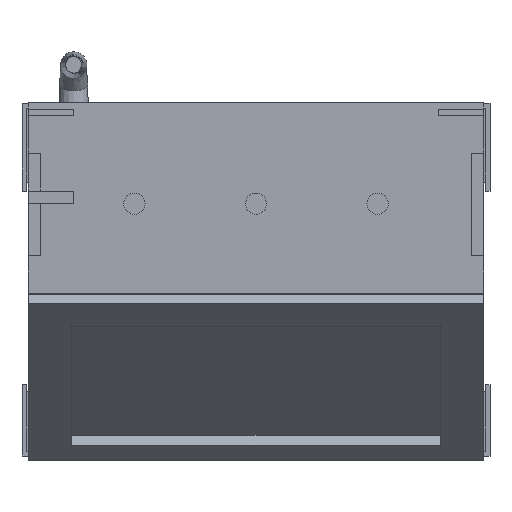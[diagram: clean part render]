
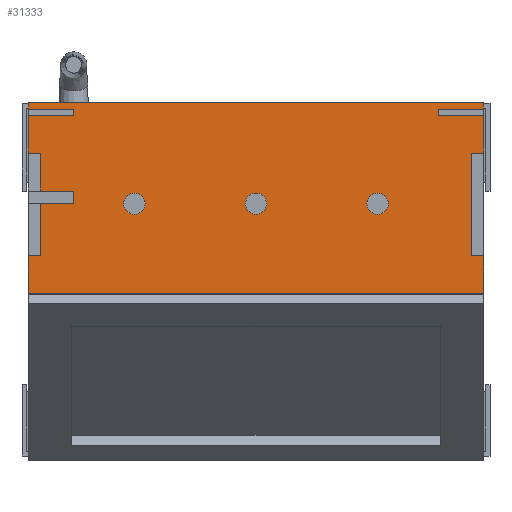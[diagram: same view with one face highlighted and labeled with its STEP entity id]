
A CAD part, top view. The second image highlights one B-rep face of the part: STEP entity #31333.
In plain terms, the highlighted planar face has unit normal (0, 0, 1).
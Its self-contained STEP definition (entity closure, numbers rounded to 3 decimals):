
#1363=FACE_BOUND('',#4982,.T.);
#1364=FACE_BOUND('',#4983,.T.);
#1365=FACE_BOUND('',#4984,.T.);
#2044=PLANE('',#33414);
#3387=FACE_OUTER_BOUND('',#4981,.T.);
#4981=EDGE_LOOP('',(#25457,#25458,#25459,#25460,#25461,#25462,#25463,#25464,
#25465,#25466,#25467,#25468,#25469,#25470,#25471,#25472,#25473,#25474,#25475,
#25476,#25477,#25478,#25479,#25480));
#4982=EDGE_LOOP('',(#25481));
#4983=EDGE_LOOP('',(#25482));
#4984=EDGE_LOOP('',(#25483));
#7418=LINE('',#48624,#10941);
#7422=LINE('',#48633,#10945);
#7426=LINE('',#48642,#10949);
#7429=LINE('',#48646,#10952);
#7430=LINE('',#48649,#10953);
#7434=LINE('',#48657,#10957);
#7436=LINE('',#48661,#10959);
#7441=LINE('',#48670,#10964);
#7444=LINE('',#48676,#10967);
#7460=LINE('',#48713,#10983);
#7461=LINE('',#48717,#10984);
#7464=LINE('',#48722,#10987);
#7466=LINE('',#48726,#10989);
#7468=LINE('',#48730,#10991);
#7470=LINE('',#48734,#10993);
#7472=LINE('',#48737,#10995);
#7473=LINE('',#48741,#10996);
#7476=LINE('',#48746,#10999);
#7478=LINE('',#48751,#11001);
#7482=LINE('',#48757,#11005);
#7483=LINE('',#48760,#11006);
#7485=LINE('',#48763,#11008);
#7486=LINE('',#48765,#11009);
#7487=LINE('',#48767,#11010);
#10941=VECTOR('',#38460,10.);
#10945=VECTOR('',#38466,10.);
#10949=VECTOR('',#38472,10.);
#10952=VECTOR('',#38477,10.);
#10953=VECTOR('',#38480,10.);
#10957=VECTOR('',#38486,10.);
#10959=VECTOR('',#38490,10.);
#10964=VECTOR('',#38497,10.);
#10967=VECTOR('',#38502,10.);
#10983=VECTOR('',#38528,10.);
#10984=VECTOR('',#38531,10.);
#10987=VECTOR('',#38536,10.);
#10989=VECTOR('',#38540,10.);
#10991=VECTOR('',#38544,10.);
#10993=VECTOR('',#38548,10.);
#10995=VECTOR('',#38552,10.);
#10996=VECTOR('',#38555,10.);
#10999=VECTOR('',#38560,10.);
#11001=VECTOR('',#38564,10.);
#11005=VECTOR('',#38570,10.);
#11006=VECTOR('',#38573,10.);
#11008=VECTOR('',#38577,10.);
#11009=VECTOR('',#38580,10.);
#11010=VECTOR('',#38583,10.);
#13295=CIRCLE('',#33415,3.5);
#13296=CIRCLE('',#33416,3.5);
#13297=CIRCLE('',#33417,3.5);
#15015=VERTEX_POINT('',#48621);
#15016=VERTEX_POINT('',#48623);
#15019=VERTEX_POINT('',#48630);
#15020=VERTEX_POINT('',#48632);
#15023=VERTEX_POINT('',#48639);
#15024=VERTEX_POINT('',#48641);
#15025=VERTEX_POINT('',#48648);
#15028=VERTEX_POINT('',#48656);
#15029=VERTEX_POINT('',#48660);
#15032=VERTEX_POINT('',#48668);
#15034=VERTEX_POINT('',#48674);
#15051=VERTEX_POINT('',#48715);
#15052=VERTEX_POINT('',#48716);
#15053=VERTEX_POINT('',#48721);
#15054=VERTEX_POINT('',#48725);
#15055=VERTEX_POINT('',#48729);
#15056=VERTEX_POINT('',#48733);
#15057=VERTEX_POINT('',#48739);
#15058=VERTEX_POINT('',#48740);
#15059=VERTEX_POINT('',#48745);
#15060=VERTEX_POINT('',#48749);
#15061=VERTEX_POINT('',#48750);
#15062=VERTEX_POINT('',#48755);
#15063=VERTEX_POINT('',#48759);
#15064=VERTEX_POINT('',#48769);
#15065=VERTEX_POINT('',#48771);
#15066=VERTEX_POINT('',#48773);
#18764=EDGE_CURVE('',#15016,#15015,#7418,.T.);
#18768=EDGE_CURVE('',#15020,#15019,#7422,.T.);
#18772=EDGE_CURVE('',#15024,#15023,#7426,.T.);
#18775=EDGE_CURVE('',#15019,#15016,#7429,.T.);
#18776=EDGE_CURVE('',#15025,#15024,#7430,.T.);
#18780=EDGE_CURVE('',#15028,#15025,#7434,.T.);
#18782=EDGE_CURVE('',#15029,#15028,#7436,.T.);
#18787=EDGE_CURVE('',#15023,#15032,#7441,.T.);
#18790=EDGE_CURVE('',#15034,#15015,#7444,.T.);
#18809=EDGE_CURVE('',#15029,#15034,#7460,.T.);
#18810=EDGE_CURVE('',#15051,#15052,#7461,.T.);
#18813=EDGE_CURVE('',#15052,#15053,#7464,.T.);
#18815=EDGE_CURVE('',#15032,#15054,#7466,.T.);
#18817=EDGE_CURVE('',#15020,#15055,#7468,.T.);
#18819=EDGE_CURVE('',#15055,#15056,#7470,.T.);
#18821=EDGE_CURVE('',#15053,#15056,#7472,.T.);
#18822=EDGE_CURVE('',#15057,#15058,#7473,.T.);
#18825=EDGE_CURVE('',#15058,#15059,#7476,.T.);
#18827=EDGE_CURVE('',#15060,#15061,#7478,.T.);
#18831=EDGE_CURVE('',#15060,#15062,#7482,.T.);
#18832=EDGE_CURVE('',#15063,#15061,#7483,.T.);
#18834=EDGE_CURVE('',#15057,#15051,#7485,.T.);
#18835=EDGE_CURVE('',#15062,#15059,#7486,.T.);
#18836=EDGE_CURVE('',#15054,#15063,#7487,.T.);
#18837=EDGE_CURVE('',#15064,#15064,#13295,.T.);
#18838=EDGE_CURVE('',#15065,#15065,#13296,.T.);
#18839=EDGE_CURVE('',#15066,#15066,#13297,.T.);
#25457=ORIENTED_EDGE('',*,*,#18772,.T.);
#25458=ORIENTED_EDGE('',*,*,#18787,.T.);
#25459=ORIENTED_EDGE('',*,*,#18815,.T.);
#25460=ORIENTED_EDGE('',*,*,#18836,.T.);
#25461=ORIENTED_EDGE('',*,*,#18832,.T.);
#25462=ORIENTED_EDGE('',*,*,#18827,.F.);
#25463=ORIENTED_EDGE('',*,*,#18831,.T.);
#25464=ORIENTED_EDGE('',*,*,#18835,.T.);
#25465=ORIENTED_EDGE('',*,*,#18825,.F.);
#25466=ORIENTED_EDGE('',*,*,#18822,.F.);
#25467=ORIENTED_EDGE('',*,*,#18834,.T.);
#25468=ORIENTED_EDGE('',*,*,#18810,.T.);
#25469=ORIENTED_EDGE('',*,*,#18813,.T.);
#25470=ORIENTED_EDGE('',*,*,#18821,.T.);
#25471=ORIENTED_EDGE('',*,*,#18819,.F.);
#25472=ORIENTED_EDGE('',*,*,#18817,.F.);
#25473=ORIENTED_EDGE('',*,*,#18768,.T.);
#25474=ORIENTED_EDGE('',*,*,#18775,.T.);
#25475=ORIENTED_EDGE('',*,*,#18764,.T.);
#25476=ORIENTED_EDGE('',*,*,#18790,.F.);
#25477=ORIENTED_EDGE('',*,*,#18809,.F.);
#25478=ORIENTED_EDGE('',*,*,#18782,.T.);
#25479=ORIENTED_EDGE('',*,*,#18780,.T.);
#25480=ORIENTED_EDGE('',*,*,#18776,.T.);
#25481=ORIENTED_EDGE('',*,*,#18837,.T.);
#25482=ORIENTED_EDGE('',*,*,#18838,.T.);
#25483=ORIENTED_EDGE('',*,*,#18839,.T.);
#31333=ADVANCED_FACE('',(#3387,#1363,#1364,#1365),#2044,.T.);
#33414=AXIS2_PLACEMENT_3D('',#48768,#38584,#38585);
#33415=AXIS2_PLACEMENT_3D('',#48770,#38586,#38587);
#33416=AXIS2_PLACEMENT_3D('',#48772,#38588,#38589);
#33417=AXIS2_PLACEMENT_3D('',#48774,#38590,#38591);
#38460=DIRECTION('',(1.,0.,0.));
#38466=DIRECTION('',(-1.,0.,0.));
#38472=DIRECTION('',(-1.,0.,0.));
#38477=DIRECTION('',(0.,1.,0.));
#38480=DIRECTION('',(0.,-1.,0.));
#38486=DIRECTION('',(1.,0.,0.));
#38490=DIRECTION('',(0.,-1.,0.));
#38497=DIRECTION('',(0.,-1.,0.));
#38502=DIRECTION('',(0.,-1.,0.));
#38528=DIRECTION('',(1.,0.,0.));
#38531=DIRECTION('',(0.,1.,0.));
#38536=DIRECTION('',(-1.,0.,0.));
#38540=DIRECTION('',(1.,0.,0.));
#38544=DIRECTION('',(0.,-1.,0.));
#38548=DIRECTION('',(-1.,0.,0.));
#38552=DIRECTION('',(0.,1.,0.));
#38555=DIRECTION('',(0.,1.,0.));
#38560=DIRECTION('',(1.,0.,0.));
#38564=DIRECTION('',(0.,1.,0.));
#38570=DIRECTION('',(-1.,0.,0.));
#38573=DIRECTION('',(1.,0.,0.));
#38577=DIRECTION('',(1.,0.,0.));
#38580=DIRECTION('',(0.,-1.,0.));
#38583=DIRECTION('',(0.,-1.,0.));
#38584=DIRECTION('center_axis',(0.,0.,1.));
#38585=DIRECTION('ref_axis',(1.,0.,0.));
#38586=DIRECTION('center_axis',(0.,0.,-1.));
#38587=DIRECTION('ref_axis',(-1.,0.,0.));
#38588=DIRECTION('center_axis',(0.,0.,-1.));
#38589=DIRECTION('ref_axis',(-1.,0.,0.));
#38590=DIRECTION('center_axis',(0.,0.,-1.));
#38591=DIRECTION('ref_axis',(-1.,0.,0.));
#48621=CARTESIAN_POINT('',(150.,112.,125.));
#48623=CARTESIAN_POINT('',(135.,112.,125.));
#48624=CARTESIAN_POINT('',(37.5,112.,125.));
#48630=CARTESIAN_POINT('',(135.,110.,125.));
#48632=CARTESIAN_POINT('',(150.,110.,125.));
#48633=CARTESIAN_POINT('',(37.5,110.,125.));
#48639=CARTESIAN_POINT('',(0.,110.,125.));
#48641=CARTESIAN_POINT('',(15.,110.,125.));
#48642=CARTESIAN_POINT('',(37.5,110.,125.));
#48646=CARTESIAN_POINT('',(135.,55.,125.));
#48648=CARTESIAN_POINT('',(15.,112.,125.));
#48649=CARTESIAN_POINT('',(15.,55.,125.));
#48656=CARTESIAN_POINT('',(0.,112.,125.));
#48657=CARTESIAN_POINT('',(37.5,112.,125.));
#48660=CARTESIAN_POINT('',(0.,114.,125.));
#48661=CARTESIAN_POINT('',(0.,110.,125.));
#48668=CARTESIAN_POINT('',(0.,97.5,125.));
#48670=CARTESIAN_POINT('',(0.,110.,125.));
#48674=CARTESIAN_POINT('',(150.,114.,125.));
#48676=CARTESIAN_POINT('',(150.,110.,125.));
#48713=CARTESIAN_POINT('',(4.,114.,125.));
#48715=CARTESIAN_POINT('',(150.,51.274,125.));
#48716=CARTESIAN_POINT('',(150.,63.774,125.));
#48717=CARTESIAN_POINT('',(150.,51.274,125.));
#48721=CARTESIAN_POINT('',(146.,63.774,125.));
#48722=CARTESIAN_POINT('',(150.,63.774,125.));
#48725=CARTESIAN_POINT('',(4.,97.5,125.));
#48726=CARTESIAN_POINT('',(0.,97.5,125.));
#48729=CARTESIAN_POINT('',(150.,97.5,125.));
#48730=CARTESIAN_POINT('',(150.,110.,125.));
#48733=CARTESIAN_POINT('',(146.,97.5,125.));
#48734=CARTESIAN_POINT('',(150.,97.5,125.));
#48737=CARTESIAN_POINT('',(146.,27.5,125.));
#48739=CARTESIAN_POINT('',(0.,51.274,125.));
#48740=CARTESIAN_POINT('',(0.,63.774,125.));
#48741=CARTESIAN_POINT('',(0.,51.274,125.));
#48745=CARTESIAN_POINT('',(4.,63.774,125.));
#48746=CARTESIAN_POINT('',(0.,63.774,125.));
#48749=CARTESIAN_POINT('',(15.,81.,125.));
#48750=CARTESIAN_POINT('',(15.,85.,125.));
#48751=CARTESIAN_POINT('',(15.,81.,125.));
#48755=CARTESIAN_POINT('',(4.,81.,125.));
#48757=CARTESIAN_POINT('',(0.,81.,125.));
#48759=CARTESIAN_POINT('',(4.,85.,125.));
#48760=CARTESIAN_POINT('',(0.,85.,125.));
#48763=CARTESIAN_POINT('',(146.,51.274,125.));
#48765=CARTESIAN_POINT('',(4.,27.5,125.));
#48767=CARTESIAN_POINT('',(4.,27.5,125.));
#48768=CARTESIAN_POINT('Origin',(0.,0.,125.));
#48769=CARTESIAN_POINT('',(38.5,80.819,125.));
#48770=CARTESIAN_POINT('Origin',(35.,80.819,125.));
#48771=CARTESIAN_POINT('',(78.5,80.819,125.));
#48772=CARTESIAN_POINT('Origin',(75.,80.819,125.));
#48773=CARTESIAN_POINT('',(118.5,80.819,125.));
#48774=CARTESIAN_POINT('Origin',(115.,80.819,125.));
